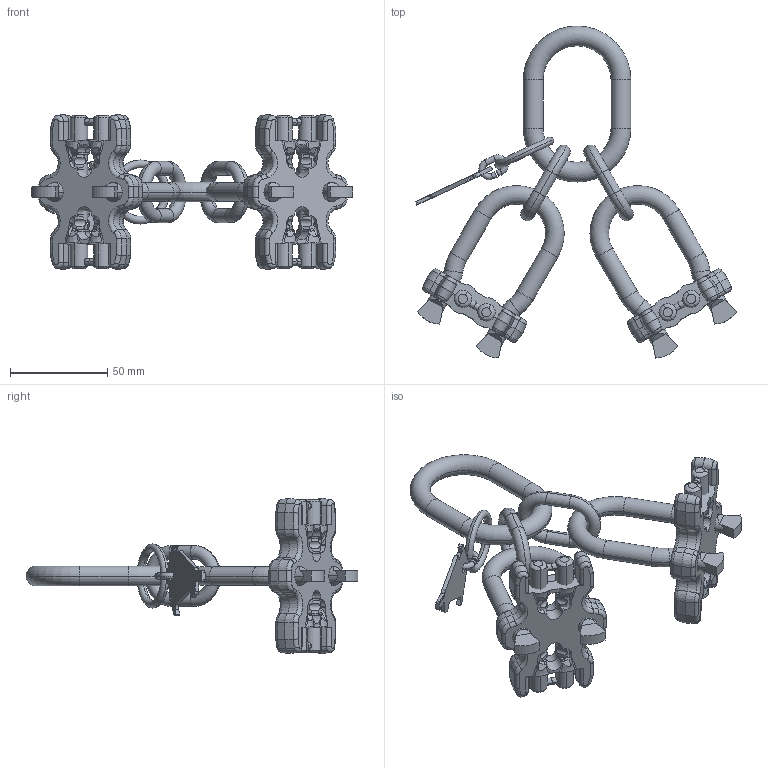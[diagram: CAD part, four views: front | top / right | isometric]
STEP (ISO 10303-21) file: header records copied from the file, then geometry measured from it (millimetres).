
FILE_DESCRIPTION((''),'2;1');
FILE_NAME('001-M31631-P-1_ASM','2012-11-27T',('Marcel.Bux'),(''),'PRO/ENGINEER BY PARAMETRIC TECHNOLOGY CORPORATION, 2010140','PRO/ENGINEER BY PARAMETRIC TECHNOLOGY CORPORATION, 2010140','');
FILE_SCHEMA(('CONFIG_CONTROL_DESIGN'));
Length unit declared in the file: millimetre
Products named in the file (10): 001-M31629-P-1; 001-M31629-P-2; 001-M31082-P-1; 001-M31625-BA1; 001-M31626-P2; 001-M31627-P-1_ASM; 001-M31128-V05; 001-M31129-P-7; 001-M31555-P-2; 001-M31631-P-1_ASM
Assembly tree (14 placements, depth 3):
  001-M31631-P-1_ASM
    001-M31629-P-1
    001-M31629-P-2  x2
    001-M31627-P-1_ASM  x2
      001-M31082-P-1
      001-M31625-BA1
      001-M31626-P2
    001-M31128-V05
    001-M31129-P-7
    001-M31555-P-2
Bounding box: 165.6 x 171.01 x 79.95 mm (x, y, z)
Volume: 125739.3 mm3; surface area: 54960.5 mm2
Topology: 18 solids, 18 shells, 1150 faces, 2916 edges, 1822 vertices
Faces by surface type: plane 638, cylinder 224, cone 112, torus 88, bspline 88
Entity records: 19304 total; most frequent: CARTESIAN_POINT 5699, ORIENTED_EDGE 2888, DIRECTION 2658, EDGE_CURVE 1444, VECTOR 930, LINE 930, VERTEX_POINT 900, AXIS2_PLACEMENT_3D 864
